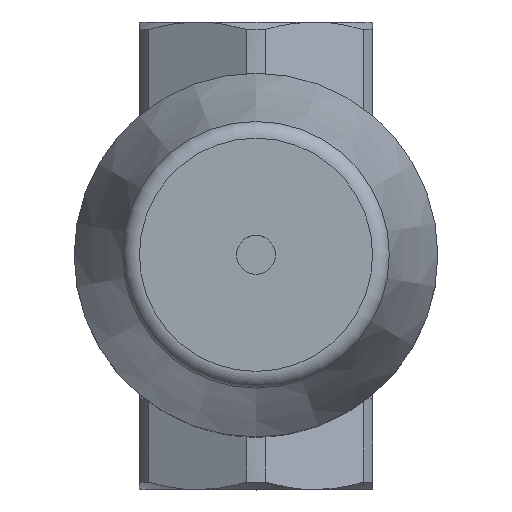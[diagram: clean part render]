
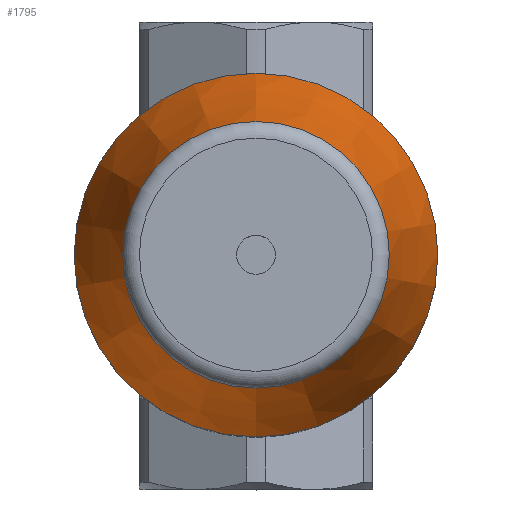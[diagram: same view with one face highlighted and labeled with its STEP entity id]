
A CAD part, top view. The second image highlights one B-rep face of the part: STEP entity #1795.
In plain terms, the highlighted conical face has half-angle 15 degrees and reference radius 18.199 mm.
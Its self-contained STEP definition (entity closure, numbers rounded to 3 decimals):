
#237=CONICAL_SURFACE('',#1943,18.199,15.);
#353=FACE_BOUND('',#531,.T.);
#389=FACE_OUTER_BOUND('',#530,.T.);
#530=EDGE_LOOP('',(#1240));
#531=EDGE_LOOP('',(#1241));
#669=CIRCLE('',#1941,21.);
#670=CIRCLE('',#1944,15.397);
#779=VERTEX_POINT('',#2794);
#780=VERTEX_POINT('',#2798);
#955=EDGE_CURVE('',#779,#779,#669,.T.);
#956=EDGE_CURVE('',#780,#780,#670,.T.);
#1240=ORIENTED_EDGE('',*,*,#956,.F.);
#1241=ORIENTED_EDGE('',*,*,#955,.T.);
#1795=ADVANCED_FACE('',(#389,#353),#237,.T.);
#1941=AXIS2_PLACEMENT_3D('',#2795,#2222,#2223);
#1943=AXIS2_PLACEMENT_3D('',#2797,#2226,#2227);
#1944=AXIS2_PLACEMENT_3D('',#2799,#2228,#2229);
#2222=DIRECTION('center_axis',(0.,0.,1.));
#2223=DIRECTION('ref_axis',(0.,-1.,0.));
#2226=DIRECTION('center_axis',(0.,0.,-1.));
#2227=DIRECTION('ref_axis',(0.,-1.,0.));
#2228=DIRECTION('center_axis',(0.,0.,1.));
#2229=DIRECTION('ref_axis',(0.,-1.,0.));
#2794=CARTESIAN_POINT('',(0.,-21.,55.708));
#2795=CARTESIAN_POINT('Origin',(0.,0.,55.708));
#2797=CARTESIAN_POINT('Origin',(0.,0.,66.163));
#2798=CARTESIAN_POINT('',(0.,-15.397,76.618));
#2799=CARTESIAN_POINT('Origin',(0.,0.,76.618));
